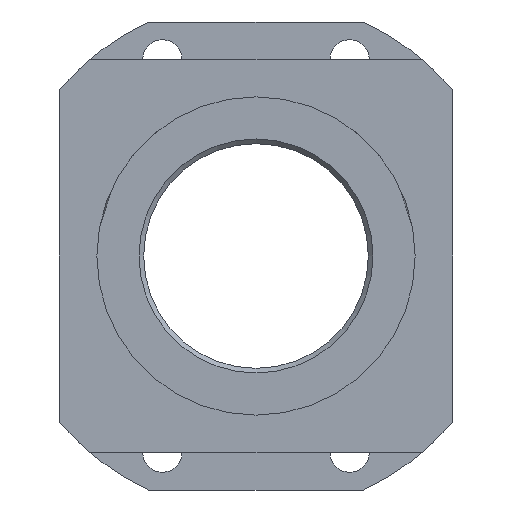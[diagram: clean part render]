
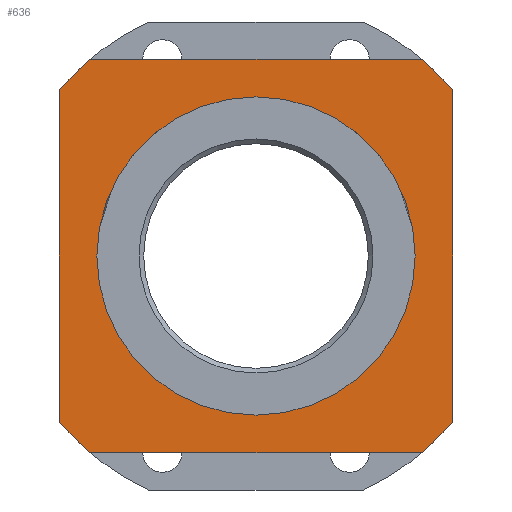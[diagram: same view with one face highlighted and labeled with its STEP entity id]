
A CAD part, left-side view. The second image highlights one B-rep face of the part: STEP entity #636.
In plain terms, the highlighted planar face has unit normal (-1, 0, 0).
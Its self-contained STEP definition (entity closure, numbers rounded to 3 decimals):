
#33=LINE($,#1324,#67);
#37=LINE($,#1333,#71);
#41=LINE($,#1342,#75);
#45=LINE($,#1351,#79);
#67=VECTOR($,#840,35.511);
#71=VECTOR($,#846,35.511);
#75=VECTOR($,#852,35.511);
#79=VECTOR($,#858,35.511);
#101=PLANE($,#707);
#148=FACE_BOUND($,#251,.T.);
#149=FACE_BOUND($,#252,.T.);
#251=EDGE_LOOP($,(#555));
#252=EDGE_LOOP($,(#556,#557,#558,#559,#560,#561,#562,#563));
#296=CIRCLE($,#699,27.5);
#298=CIRCLE($,#702,27.5);
#301=CIRCLE($,#706,27.5);
#302=CIRCLE($,#708,17.);
#303=CIRCLE($,#709,27.5);
#352=VERTEX_POINT($,#1321);
#353=VERTEX_POINT($,#1323);
#356=VERTEX_POINT($,#1330);
#357=VERTEX_POINT($,#1332);
#360=VERTEX_POINT($,#1339);
#361=VERTEX_POINT($,#1341);
#364=VERTEX_POINT($,#1348);
#365=VERTEX_POINT($,#1350);
#366=VERTEX_POINT($,#1363);
#420=EDGE_CURVE($,#353,#352,#33,.T.);
#424=EDGE_CURVE($,#357,#356,#37,.T.);
#428=EDGE_CURVE($,#361,#360,#41,.T.);
#432=EDGE_CURVE($,#365,#364,#45,.T.);
#434=EDGE_CURVE($,#360,#357,#296,.T.);
#436=EDGE_CURVE($,#364,#361,#298,.T.);
#439=EDGE_CURVE($,#352,#365,#301,.T.);
#440=EDGE_CURVE($,#366,#366,#302,.T.);
#441=EDGE_CURVE($,#356,#353,#303,.T.);
#555=ORIENTED_EDGE($,*,*,#440,.T.);
#556=ORIENTED_EDGE($,*,*,#420,.T.);
#557=ORIENTED_EDGE($,*,*,#439,.T.);
#558=ORIENTED_EDGE($,*,*,#432,.T.);
#559=ORIENTED_EDGE($,*,*,#436,.T.);
#560=ORIENTED_EDGE($,*,*,#428,.T.);
#561=ORIENTED_EDGE($,*,*,#434,.T.);
#562=ORIENTED_EDGE($,*,*,#424,.T.);
#563=ORIENTED_EDGE($,*,*,#441,.T.);
#636=ADVANCED_FACE($,(#148,#149),#101,.T.);
#699=AXIS2_PLACEMENT_3D($,#1354,#862,#863);
#702=AXIS2_PLACEMENT_3D($,#1357,#868,#869);
#706=AXIS2_PLACEMENT_3D($,#1361,#876,#877);
#707=AXIS2_PLACEMENT_3D($,#1362,#878,#879);
#708=AXIS2_PLACEMENT_3D($,#1364,#880,#881);
#709=AXIS2_PLACEMENT_3D($,#1365,#882,#883);
#840=DIRECTION($,(0.,-1.,0.));
#846=DIRECTION($,(0.,0.,-1.));
#852=DIRECTION($,(0.,1.,0.));
#858=DIRECTION($,(0.,0.,1.));
#862=DIRECTION('center_axis',(-1.,0.,0.));
#863=DIRECTION('ref_axis',(0.,1.,0.));
#868=DIRECTION('center_axis',(-1.,0.,0.));
#869=DIRECTION('ref_axis',(0.,1.,0.));
#876=DIRECTION('center_axis',(-1.,0.,0.));
#877=DIRECTION('ref_axis',(0.,1.,0.));
#878=DIRECTION('center_axis',(-1.,0.,0.));
#879=DIRECTION('ref_axis',(0.,0.,1.));
#880=DIRECTION('center_axis',(1.,0.,0.));
#881=DIRECTION('ref_axis',(0.,0.,-1.));
#882=DIRECTION('center_axis',(-1.,0.,0.));
#883=DIRECTION('ref_axis',(0.,1.,0.));
#1321=CARTESIAN_POINT('',(-60.137,-17.755,-21.));
#1323=CARTESIAN_POINT('',(-60.137,17.755,-21.));
#1324=CARTESIAN_POINT($,(-60.137,2.247,-21.));
#1330=CARTESIAN_POINT('',(-60.137,21.,-17.755));
#1332=CARTESIAN_POINT('',(-60.137,21.,17.755));
#1333=CARTESIAN_POINT($,(-60.137,21.,-8.878));
#1339=CARTESIAN_POINT('',(-60.137,17.755,21.));
#1341=CARTESIAN_POINT('',(-60.137,-17.755,21.));
#1342=CARTESIAN_POINT($,(-60.137,20.003,21.));
#1348=CARTESIAN_POINT('',(-60.137,-21.,17.755));
#1350=CARTESIAN_POINT('',(-60.137,-21.,-17.755));
#1351=CARTESIAN_POINT($,(-60.137,-21.,8.878));
#1354=CARTESIAN_POINT('Origin',(-60.137,0.,0.));
#1357=CARTESIAN_POINT('Origin',(-60.137,0.,0.));
#1361=CARTESIAN_POINT('Origin',(-60.137,0.,0.));
#1362=CARTESIAN_POINT('Origin',(-60.137,22.25,0.));
#1363=CARTESIAN_POINT('',(-60.137,0.,17.));
#1364=CARTESIAN_POINT('Origin',(-60.137,0.,0.));
#1365=CARTESIAN_POINT('Origin',(-60.137,0.,0.));
